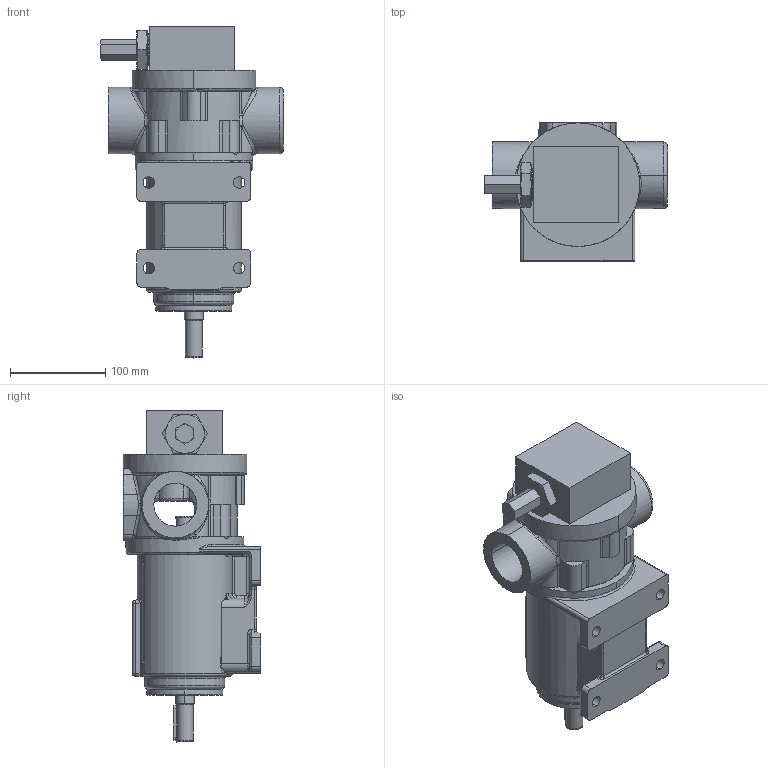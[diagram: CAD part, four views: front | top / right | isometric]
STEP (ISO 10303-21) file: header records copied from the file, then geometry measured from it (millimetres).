
FILE_DESCRIPTION((''),'2;1');
FILE_NAME('R_40_LZ_BF_Y','2017-04-27T',('Amenduni'),(''),'CREO PARAMETRIC BY PTC INC, 2015290','CREO PARAMETRIC BY PTC INC, 2015290','');
FILE_SCHEMA(('CONFIG_CONTROL_DESIGN'));
Length unit declared in the file: millimetre
Products named in the file (1): R_40_LZ_BF_Y
Bounding box: 192 x 145 x 349 mm (x, y, z)
Volume: 3046513.3 mm3; surface area: 220242.3 mm2
Topology: 1 solids, 1 shells, 508 faces, 1230 edges, 732 vertices
Faces by surface type: cylinder 176, plane 109, bspline 96, torus 74, cone 37, sphere 16
Entity records: 27307 total; most frequent: CARTESIAN_POINT 16162, ORIENTED_EDGE 2456, DIRECTION 2189, EDGE_CURVE 1228, AXIS2_PLACEMENT_3D 911, VERTEX_POINT 732, EDGE_LOOP 532, FACE_OUTER_BOUND 508
